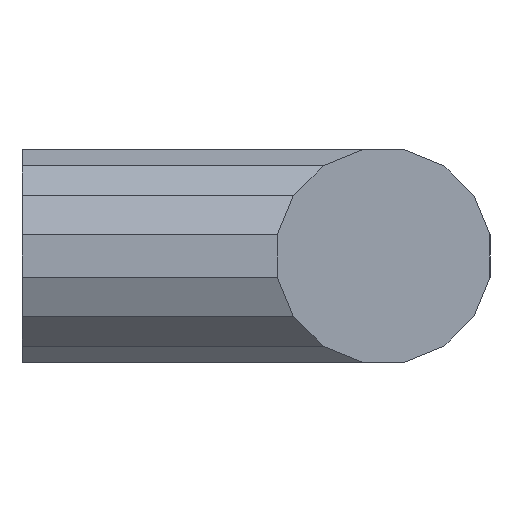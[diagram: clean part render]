
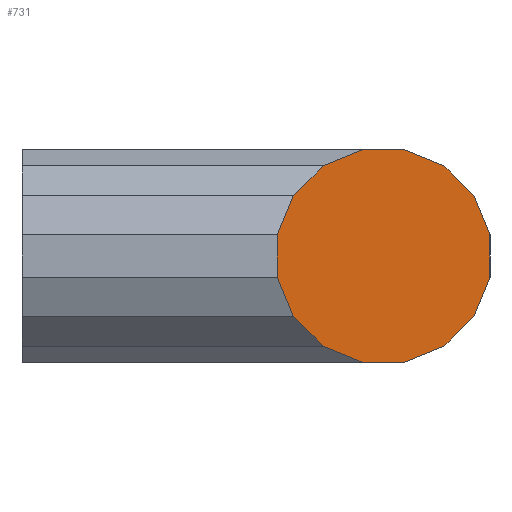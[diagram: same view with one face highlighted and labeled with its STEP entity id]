
A CAD part, left-side view. The second image highlights one B-rep face of the part: STEP entity #731.
In plain terms, the highlighted planar face has unit normal (-1, 0, 0).
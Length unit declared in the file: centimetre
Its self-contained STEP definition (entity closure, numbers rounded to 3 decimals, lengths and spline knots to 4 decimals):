
#37=FACE_OUTER_BOUND($,#77,.T.);
#77=EDGE_LOOP($,(#575,#576,#577,#578,#579,#580,#581,#582,#583,#584,#585,
#586,#587,#588,#589,#590));
#142=LINE($,#1076,#244);
#146=LINE($,#1084,#248);
#160=LINE($,#1113,#262);
#161=LINE($,#1115,#263);
#162=LINE($,#1117,#264);
#163=LINE($,#1119,#265);
#164=LINE($,#1121,#266);
#165=LINE($,#1123,#267);
#166=LINE($,#1124,#268);
#167=LINE($,#1126,#269);
#168=LINE($,#1128,#270);
#169=LINE($,#1130,#271);
#170=LINE($,#1132,#272);
#171=LINE($,#1134,#273);
#172=LINE($,#1136,#274);
#173=LINE($,#1137,#275);
#244=VECTOR($,#873,0.0117);
#248=VECTOR($,#881,0.0117);
#262=VECTOR($,#909,0.0117);
#263=VECTOR($,#910,0.0117);
#264=VECTOR($,#911,0.0117);
#265=VECTOR($,#912,0.0117);
#266=VECTOR($,#913,0.0117);
#267=VECTOR($,#914,0.0117);
#268=VECTOR($,#915,0.0117);
#269=VECTOR($,#916,0.0117);
#270=VECTOR($,#917,0.0117);
#271=VECTOR($,#918,0.0117);
#272=VECTOR($,#919,0.0117);
#273=VECTOR($,#920,0.0117);
#274=VECTOR($,#921,0.0117);
#275=VECTOR($,#922,0.0117);
#331=VERTEX_POINT($,#1073);
#332=VERTEX_POINT($,#1075);
#334=VERTEX_POINT($,#1083);
#341=VERTEX_POINT($,#1111);
#342=VERTEX_POINT($,#1112);
#343=VERTEX_POINT($,#1114);
#344=VERTEX_POINT($,#1116);
#345=VERTEX_POINT($,#1118);
#346=VERTEX_POINT($,#1120);
#347=VERTEX_POINT($,#1122);
#348=VERTEX_POINT($,#1125);
#349=VERTEX_POINT($,#1127);
#350=VERTEX_POINT($,#1129);
#351=VERTEX_POINT($,#1131);
#352=VERTEX_POINT($,#1133);
#353=VERTEX_POINT($,#1135);
#410=EDGE_CURVE($,#332,#331,#142,.T.);
#414=EDGE_CURVE($,#334,#332,#146,.T.);
#428=EDGE_CURVE($,#341,#342,#160,.T.);
#429=EDGE_CURVE($,#342,#343,#161,.T.);
#430=EDGE_CURVE($,#343,#344,#162,.T.);
#431=EDGE_CURVE($,#344,#345,#163,.T.);
#432=EDGE_CURVE($,#345,#346,#164,.T.);
#433=EDGE_CURVE($,#346,#347,#165,.T.);
#434=EDGE_CURVE($,#347,#334,#166,.T.);
#435=EDGE_CURVE($,#331,#348,#167,.T.);
#436=EDGE_CURVE($,#348,#349,#168,.T.);
#437=EDGE_CURVE($,#349,#350,#169,.T.);
#438=EDGE_CURVE($,#350,#351,#170,.T.);
#439=EDGE_CURVE($,#351,#352,#171,.T.);
#440=EDGE_CURVE($,#352,#353,#172,.T.);
#441=EDGE_CURVE($,#353,#341,#173,.T.);
#575=ORIENTED_EDGE($,*,*,#428,.T.);
#576=ORIENTED_EDGE($,*,*,#429,.T.);
#577=ORIENTED_EDGE($,*,*,#430,.T.);
#578=ORIENTED_EDGE($,*,*,#431,.T.);
#579=ORIENTED_EDGE($,*,*,#432,.T.);
#580=ORIENTED_EDGE($,*,*,#433,.T.);
#581=ORIENTED_EDGE($,*,*,#434,.T.);
#582=ORIENTED_EDGE($,*,*,#414,.T.);
#583=ORIENTED_EDGE($,*,*,#410,.T.);
#584=ORIENTED_EDGE($,*,*,#435,.T.);
#585=ORIENTED_EDGE($,*,*,#436,.T.);
#586=ORIENTED_EDGE($,*,*,#437,.T.);
#587=ORIENTED_EDGE($,*,*,#438,.T.);
#588=ORIENTED_EDGE($,*,*,#439,.T.);
#589=ORIENTED_EDGE($,*,*,#440,.T.);
#590=ORIENTED_EDGE($,*,*,#441,.T.);
#691=PLANE($,#774);
#731=ADVANCED_FACE($,(#37),#691,.T.);
#774=AXIS2_PLACEMENT_3D($,#1110,#907,#908);
#873=DIRECTION($,(0.,-1.,0.));
#881=DIRECTION($,(0.,-0.924,-0.383));
#907=DIRECTION('center_axis',(-1.,0.,0.));
#908=DIRECTION('ref_axis',(0.,0.,1.));
#909=DIRECTION($,(0.,1.,0.));
#910=DIRECTION($,(0.,0.924,-0.383));
#911=DIRECTION($,(0.,0.707,-0.707));
#912=DIRECTION($,(0.,0.383,-0.924));
#913=DIRECTION($,(0.,0.,-1.));
#914=DIRECTION($,(0.,-0.383,-0.924));
#915=DIRECTION($,(0.,-0.707,-0.707));
#916=DIRECTION($,(0.,-0.924,0.383));
#917=DIRECTION($,(0.,-0.707,0.707));
#918=DIRECTION($,(0.,-0.383,0.924));
#919=DIRECTION($,(0.,0.,1.));
#920=DIRECTION($,(0.,0.383,0.924));
#921=DIRECTION($,(0.,0.707,0.707));
#922=DIRECTION($,(0.,0.924,0.383));
#1073=CARTESIAN_POINT('',(0.,-0.0059,-0.0294));
#1075=CARTESIAN_POINT('',(0.,0.0059,-0.0294));
#1076=CARTESIAN_POINT($,(0.,0.,-0.0294));
#1083=CARTESIAN_POINT('',(0.,0.0167,-0.0249));
#1084=CARTESIAN_POINT($,(0.,0.0113,-0.0272));
#1110=CARTESIAN_POINT('Origin',(0.,0.,0.));
#1111=CARTESIAN_POINT('',(0.,-0.0059,0.0294));
#1112=CARTESIAN_POINT('',(0.,0.0059,0.0294));
#1113=CARTESIAN_POINT($,(0.,0.,0.0294));
#1114=CARTESIAN_POINT('',(0.,0.0167,0.0249));
#1115=CARTESIAN_POINT($,(0.,0.0113,0.0272));
#1116=CARTESIAN_POINT('',(0.,0.0249,0.0167));
#1117=CARTESIAN_POINT($,(0.,0.0208,0.0208));
#1118=CARTESIAN_POINT('',(0.,0.0294,0.0059));
#1119=CARTESIAN_POINT($,(0.,0.0272,0.0113));
#1120=CARTESIAN_POINT('',(0.,0.0294,-0.0059));
#1121=CARTESIAN_POINT($,(0.,0.0294,0.));
#1122=CARTESIAN_POINT('',(0.,0.0249,-0.0167));
#1123=CARTESIAN_POINT($,(0.,0.0272,-0.0113));
#1124=CARTESIAN_POINT($,(0.,0.0208,-0.0208));
#1125=CARTESIAN_POINT('',(0.,-0.0167,-0.0249));
#1126=CARTESIAN_POINT($,(0.,-0.0113,-0.0272));
#1127=CARTESIAN_POINT('',(0.,-0.0249,-0.0167));
#1128=CARTESIAN_POINT($,(0.,-0.0208,-0.0208));
#1129=CARTESIAN_POINT('',(0.,-0.0294,-0.0059));
#1130=CARTESIAN_POINT($,(0.,-0.0272,-0.0113));
#1131=CARTESIAN_POINT('',(0.,-0.0294,0.0059));
#1132=CARTESIAN_POINT($,(0.,-0.0294,0.));
#1133=CARTESIAN_POINT('',(0.,-0.0249,0.0167));
#1134=CARTESIAN_POINT($,(0.,-0.0272,0.0113));
#1135=CARTESIAN_POINT('',(0.,-0.0167,0.0249));
#1136=CARTESIAN_POINT($,(0.,-0.0208,0.0208));
#1137=CARTESIAN_POINT($,(0.,-0.0113,0.0272));
